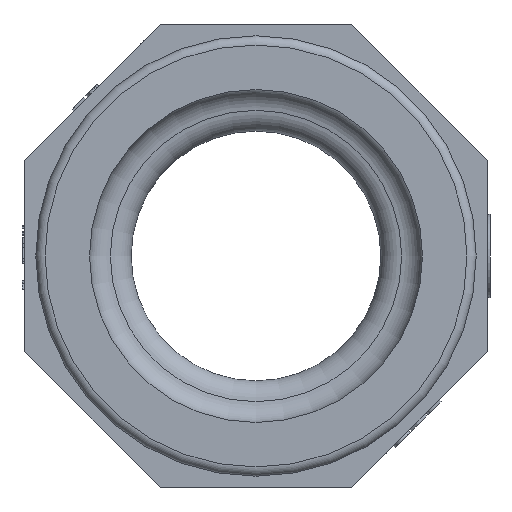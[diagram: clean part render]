
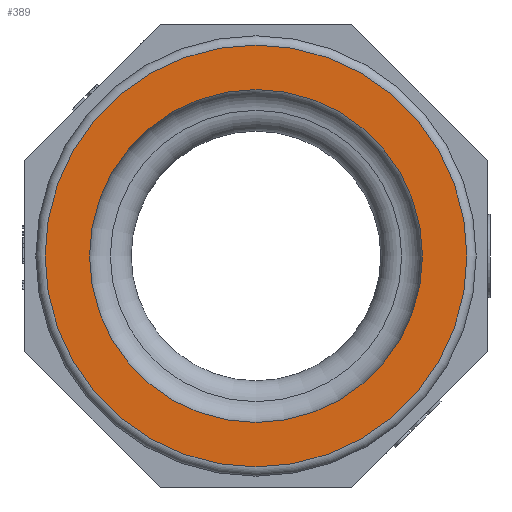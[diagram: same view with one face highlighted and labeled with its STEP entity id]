
A CAD part, front view. The second image highlights one B-rep face of the part: STEP entity #389.
In plain terms, the highlighted planar face has unit normal (0, -1, 0).
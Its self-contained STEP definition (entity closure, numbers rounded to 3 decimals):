
#389 = ADVANCED_FACE( '', ( #887, #888 ), #889, .F. );
#887 = FACE_OUTER_BOUND( '', #1506, .T. );
#888 = FACE_BOUND( '', #1507, .T. );
#889 = PLANE( '', #1508 );
#1506 = EDGE_LOOP( '', ( #2683 ) );
#1507 = EDGE_LOOP( '', ( #2684 ) );
#1508 = AXIS2_PLACEMENT_3D( '', #2685, #2686, #2687 );
#2683 = ORIENTED_EDGE( '', *, *, #3690, .T. );
#2684 = ORIENTED_EDGE( '', *, *, #3955, .T. );
#2685 = CARTESIAN_POINT( '', ( 0., -35., 0. ) );
#2686 = DIRECTION( '', ( 0., 1., 0. ) );
#2687 = DIRECTION( '', ( 0., 0., 1. ) );
#3690 = EDGE_CURVE( '', #4383, #4383, #4384, .F. );
#3955 = EDGE_CURVE( '', #4805, #4805, #4806, .T. );
#4383 = VERTEX_POINT( '', #5441 );
#4384 = CIRCLE( '', #5442, 22.81 );
#4805 = VERTEX_POINT( '', #6179 );
#4806 = CIRCLE( '', #6180, 18. );
#5441 = CARTESIAN_POINT( '', ( 0., -35., 22.81 ) );
#5442 = AXIS2_PLACEMENT_3D( '', #6838, #6839, #6840 );
#6179 = CARTESIAN_POINT( '', ( -18., -35., 0. ) );
#6180 = AXIS2_PLACEMENT_3D( '', #7073, #7074, #7075 );
#6838 = CARTESIAN_POINT( '', ( 0., -35., 0. ) );
#6839 = DIRECTION( '', ( 0., 1., 0. ) );
#6840 = DIRECTION( '', ( 0., 0., 1. ) );
#7073 = CARTESIAN_POINT( '', ( 0., -35., 0. ) );
#7074 = DIRECTION( '', ( 0., 1., 0. ) );
#7075 = DIRECTION( '', ( -1., 0., 0. ) );
